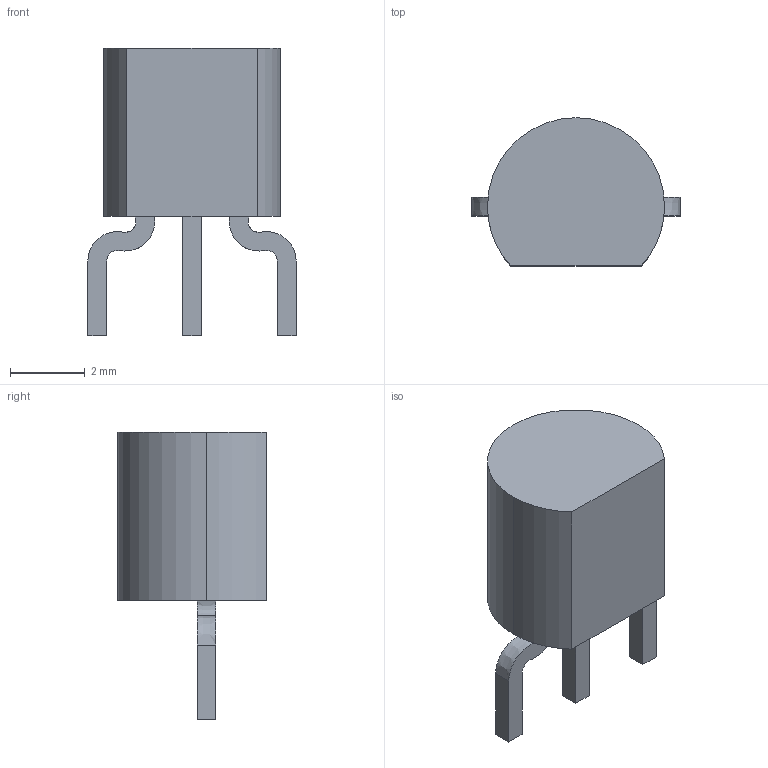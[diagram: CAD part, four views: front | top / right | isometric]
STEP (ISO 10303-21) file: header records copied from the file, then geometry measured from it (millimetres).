
FILE_DESCRIPTION (( 'STEP AP214' ), '1' );
FILE_NAME ('User Library-TO-92-1.STEP', '2014-01-22T17:11:49', ( 'Windows User' ), ( '' ), 'SwSTEP 2.0', 'SolidWorks 2014', '' );
FILE_SCHEMA (( 'AUTOMOTIVE_DESIGN' ));
Length unit declared in the file: millimetre
Products named in the file (1): User Library-TO-92-1
Bounding box: 5.58 x 3.97 x 7.7 mm (x, y, z)
Volume: 73.9 mm3; surface area: 119.2 mm2
Topology: 1 solids, 1 shells, 29 faces, 72 edges, 48 vertices
Faces by surface type: plane 18, bspline 8, cylinder 3
Entity records: 1575 total; most frequent: CARTESIAN_POINT 774, ORIENTED_EDGE 144, DIRECTION 106, EDGE_CURVE 72, VECTOR 50, LINE 50, VERTEX_POINT 48, EDGE_LOOP 32
